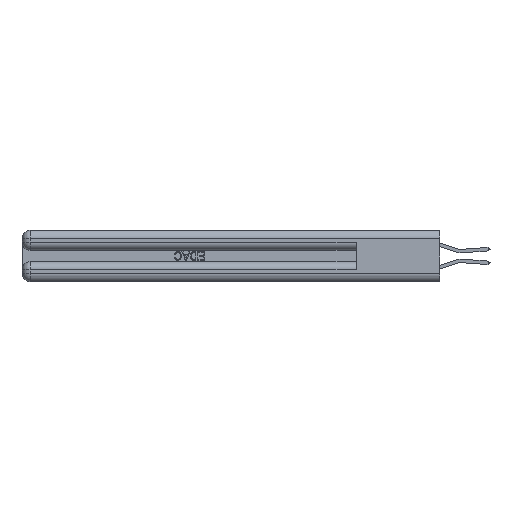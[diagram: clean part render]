
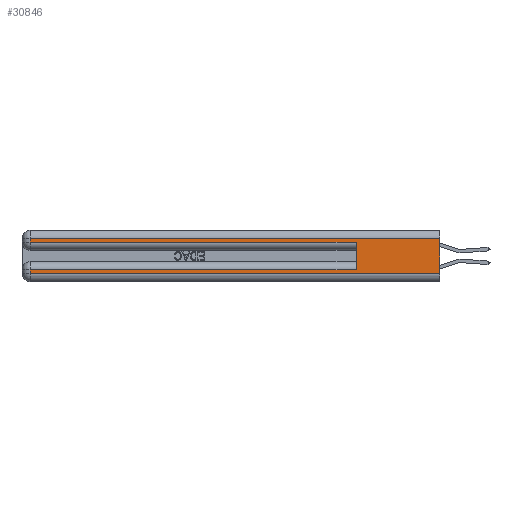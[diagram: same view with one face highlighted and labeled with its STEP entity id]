
A CAD part, left-side view. The second image highlights one B-rep face of the part: STEP entity #30846.
In plain terms, the highlighted planar face has unit normal (-1, 0, 0).
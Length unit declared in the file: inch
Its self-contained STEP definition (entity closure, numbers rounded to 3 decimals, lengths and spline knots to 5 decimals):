
#18 = EDGE_CURVE ( 'NONE', #17876, #25721, #20045, .T. ) ;
#934 = DIRECTION ( 'NONE',  ( 0., 1., 0. ) ) ;
#1057 = CARTESIAN_POINT ( 'NONE',  ( 0., 0., 0.285 ) ) ;
#2132 = LINE ( 'NONE', #25175, #28878 ) ;
#4910 = ORIENTED_EDGE ( 'NONE', *, *, #11727, .T. ) ;
#6987 = DIRECTION ( 'NONE',  ( 0., -1., 0. ) ) ;
#7159 = LINE ( 'NONE', #22267, #31685 ) ;
#7775 = CARTESIAN_POINT ( 'NONE',  ( 0., 2.94, 0.06 ) ) ;
#8439 = CARTESIAN_POINT ( 'NONE',  ( 0., 2.94, 0.085 ) ) ;
#9104 = CARTESIAN_POINT ( 'NONE',  ( 0., 0., 0.37 ) ) ;
#10471 = ORIENTED_EDGE ( 'NONE', *, *, #18, .F. ) ;
#10824 = DIRECTION ( 'NONE',  ( 0., -1., 0. ) ) ;
#11727 = EDGE_CURVE ( 'NONE', #13490, #25721, #2132, .T. ) ;
#12150 = LINE ( 'NONE', #31948, #18167 ) ;
#12201 = DIRECTION ( 'NONE',  ( 0., 0., -1. ) ) ;
#12798 = EDGE_CURVE ( 'NONE', #21079, #13490, #27865, .T. ) ;
#12981 = CARTESIAN_POINT ( 'NONE',  ( 0., 0., 0.37 ) ) ;
#13490 = VERTEX_POINT ( 'NONE', #7775 ) ;
#15082 = ORIENTED_EDGE ( 'NONE', *, *, #19677, .T. ) ;
#15778 = AXIS2_PLACEMENT_3D ( 'NONE', #12981, #18440, #21660 ) ;
#16155 = ORIENTED_EDGE ( 'NONE', *, *, #12798, .T. ) ;
#16162 = VECTOR ( 'NONE', #6987, 39.37008 ) ;
#16663 = CARTESIAN_POINT ( 'NONE',  ( 0., 0., 0.06 ) ) ;
#16709 = FACE_OUTER_BOUND ( 'NONE', #21253, .T. ) ;
#16855 = VECTOR ( 'NONE', #25962, 39.37008 ) ;
#17876 = VERTEX_POINT ( 'NONE', #26490 ) ;
#18167 = VECTOR ( 'NONE', #37915, 39.37008 ) ;
#18440 = DIRECTION ( 'NONE',  ( 1., 0., 0. ) ) ;
#19042 = CARTESIAN_POINT ( 'NONE',  ( 0., 0.6, 0.285 ) ) ;
#19617 = VERTEX_POINT ( 'NONE', #19042 ) ;
#19677 = EDGE_CURVE ( 'NONE', #17876, #28051, #21715, .T. ) ;
#20028 = VECTOR ( 'NONE', #30872, 39.37008 ) ;
#20045 = LINE ( 'NONE', #9104, #22848 ) ;
#20076 = CARTESIAN_POINT ( 'NONE',  ( 0., 2.94, 0.285 ) ) ;
#20453 = CARTESIAN_POINT ( 'NONE',  ( 0., 2.94, 0.31 ) ) ;
#21079 = VERTEX_POINT ( 'NONE', #8439 ) ;
#21253 = EDGE_LOOP ( 'NONE', ( #10471, #15082, #34559, #33901, #32004, #34825, #16155, #4910 ) ) ;
#21660 = DIRECTION ( 'NONE',  ( 0., 0., -1. ) ) ;
#21678 = VERTEX_POINT ( 'NONE', #35049 ) ;
#21715 = LINE ( 'NONE', #21882, #36947 ) ;
#21882 = CARTESIAN_POINT ( 'NONE',  ( 0., 0., 0.31 ) ) ;
#22135 = DIRECTION ( 'NONE',  ( 0., 1., 0. ) ) ;
#22267 = CARTESIAN_POINT ( 'NONE',  ( 0., 0., 0.085 ) ) ;
#22848 = VECTOR ( 'NONE', #12201, 39.37008 ) ;
#23126 = CARTESIAN_POINT ( 'NONE',  ( 0., 2.94, 0.37 ) ) ;
#24069 = LINE ( 'NONE', #1057, #16162 ) ;
#24581 = EDGE_CURVE ( 'NONE', #28051, #34237, #38083, .T. ) ;
#24986 = CARTESIAN_POINT ( 'NONE',  ( 0., 2.94, 0.37 ) ) ;
#25175 = CARTESIAN_POINT ( 'NONE',  ( 0., 0., 0.06 ) ) ;
#25721 = VERTEX_POINT ( 'NONE', #16663 ) ;
#25962 = DIRECTION ( 'NONE',  ( 0., 0., -1. ) ) ;
#26490 = CARTESIAN_POINT ( 'NONE',  ( 0., 0., 0.31 ) ) ;
#27865 = LINE ( 'NONE', #24986, #20028 ) ;
#28051 = VERTEX_POINT ( 'NONE', #20453 ) ;
#28878 = VECTOR ( 'NONE', #10824, 39.37008 ) ;
#30276 = PLANE ( 'NONE',  #15778 ) ;
#30846 = ADVANCED_FACE ( 'NONE', ( #16709 ), #30276, .F. ) ;
#30872 = DIRECTION ( 'NONE',  ( 0., 0., -1. ) ) ;
#31599 = EDGE_CURVE ( 'NONE', #34237, #19617, #24069, .T. ) ;
#31685 = VECTOR ( 'NONE', #22135, 39.37008 ) ;
#31948 = CARTESIAN_POINT ( 'NONE',  ( 0., 0.6, 0.145 ) ) ;
#32004 = ORIENTED_EDGE ( 'NONE', *, *, #36113, .F. ) ;
#33901 = ORIENTED_EDGE ( 'NONE', *, *, #31599, .T. ) ;
#34094 = EDGE_CURVE ( 'NONE', #21678, #21079, #7159, .T. ) ;
#34237 = VERTEX_POINT ( 'NONE', #20076 ) ;
#34559 = ORIENTED_EDGE ( 'NONE', *, *, #24581, .T. ) ;
#34825 = ORIENTED_EDGE ( 'NONE', *, *, #34094, .T. ) ;
#35049 = CARTESIAN_POINT ( 'NONE',  ( 0., 0.6, 0.085 ) ) ;
#36113 = EDGE_CURVE ( 'NONE', #21678, #19617, #12150, .T. ) ;
#36947 = VECTOR ( 'NONE', #934, 39.37008 ) ;
#37915 = DIRECTION ( 'NONE',  ( 0., 0., 1. ) ) ;
#38083 = LINE ( 'NONE', #23126, #16855 ) ;
